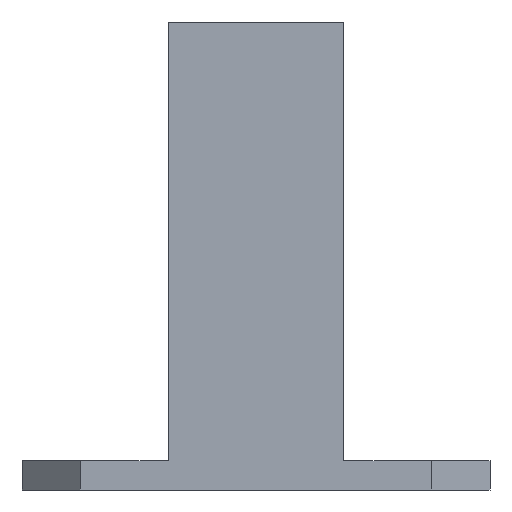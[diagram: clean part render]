
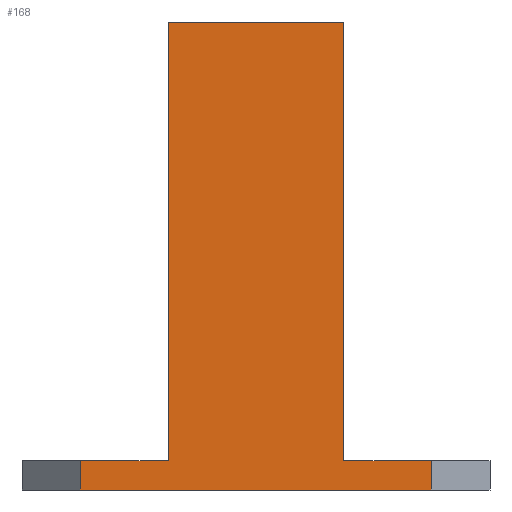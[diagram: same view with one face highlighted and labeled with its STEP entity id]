
A CAD part, left-side view. The second image highlights one B-rep face of the part: STEP entity #168.
In plain terms, the highlighted planar face has unit normal (-1, 0, 0).
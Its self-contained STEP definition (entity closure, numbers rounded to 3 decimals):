
#168 = ADVANCED_FACE( '', ( #1425 ), #1426, .F. );
#1425 = FACE_OUTER_BOUND( '', #4196, .T. );
#1426 = PLANE( '', #4197 );
#4196 = EDGE_LOOP( '', ( #7654, #7655, #7656, #7657, #7658, #7659, #7660, #7661 ) );
#4197 = AXIS2_PLACEMENT_3D( '', #7662, #7663, #7664 );
#7654 = ORIENTED_EDGE( '', *, *, #12355, .F. );
#7655 = ORIENTED_EDGE( '', *, *, #11757, .T. );
#7656 = ORIENTED_EDGE( '', *, *, #12136, .T. );
#7657 = ORIENTED_EDGE( '', *, *, #11599, .T. );
#7658 = ORIENTED_EDGE( '', *, *, #12356, .F. );
#7659 = ORIENTED_EDGE( '', *, *, #12352, .F. );
#7660 = ORIENTED_EDGE( '', *, *, #12357, .F. );
#7661 = ORIENTED_EDGE( '', *, *, #12358, .T. );
#7662 = CARTESIAN_POINT( '', ( -400., 400., 50. ) );
#7663 = DIRECTION( '', ( 1., 0., 0. ) );
#7664 = DIRECTION( '', ( 0., 1., 0. ) );
#11599 = EDGE_CURVE( '', #13005, #13002, #13006, .T. );
#11757 = EDGE_CURVE( '', #13289, #13293, #13295, .T. );
#12136 = EDGE_CURVE( '', #13293, #13005, #13977, .T. );
#12352 = EDGE_CURVE( '', #14404, #14406, #14407, .T. );
#12355 = EDGE_CURVE( '', #13289, #14410, #14411, .T. );
#12356 = EDGE_CURVE( '', #14406, #13002, #14412, .T. );
#12357 = EDGE_CURVE( '', #14413, #14404, #14414, .T. );
#12358 = EDGE_CURVE( '', #14413, #14410, #14415, .T. );
#13002 = VERTEX_POINT( '', #15552 );
#13005 = VERTEX_POINT( '', #15556 );
#13006 = LINE( '', #15557, #15558 );
#13289 = VERTEX_POINT( '', #16538 );
#13293 = VERTEX_POINT( '', #16544 );
#13295 = LINE( '', #16547, #16548 );
#13977 = LINE( '', #17741, #17742 );
#14404 = VERTEX_POINT( '', #18173 );
#14406 = VERTEX_POINT( '', #18176 );
#14407 = LINE( '', #18177, #18178 );
#14410 = VERTEX_POINT( '', #18183 );
#14411 = LINE( '', #18184, #18185 );
#14412 = LINE( '', #18186, #18187 );
#14413 = VERTEX_POINT( '', #18188 );
#14414 = LINE( '', #18189, #18190 );
#14415 = LINE( '', #18191, #18192 );
#15552 = CARTESIAN_POINT( '', ( -400., -300., 50. ) );
#15556 = CARTESIAN_POINT( '', ( -400., -300., 0. ) );
#15557 = CARTESIAN_POINT( '', ( -400., -300., 50. ) );
#15558 = VECTOR( '', #19408, 1000. );
#16538 = CARTESIAN_POINT( '', ( -400., 300., 50. ) );
#16544 = CARTESIAN_POINT( '', ( -400., 300., 0. ) );
#16547 = CARTESIAN_POINT( '', ( -400., 300., 50. ) );
#16548 = VECTOR( '', #19689, 1000. );
#17741 = CARTESIAN_POINT( '', ( -400., 400., 0. ) );
#17742 = VECTOR( '', #20509, 1000. );
#18173 = CARTESIAN_POINT( '', ( -400., -150., 800. ) );
#18176 = CARTESIAN_POINT( '', ( -400., -150., 50. ) );
#18177 = CARTESIAN_POINT( '', ( -400., -150., 800. ) );
#18178 = VECTOR( '', #21145, 1000. );
#18183 = CARTESIAN_POINT( '', ( -400., 150., 50. ) );
#18184 = CARTESIAN_POINT( '', ( -400., 400., 50. ) );
#18185 = VECTOR( '', #21148, 1000. );
#18186 = CARTESIAN_POINT( '', ( -400., 400., 50. ) );
#18187 = VECTOR( '', #21149, 1000. );
#18188 = CARTESIAN_POINT( '', ( -400., 150., 800. ) );
#18189 = CARTESIAN_POINT( '', ( -400., 150., 800. ) );
#18190 = VECTOR( '', #21150, 1000. );
#18191 = CARTESIAN_POINT( '', ( -400., 150., 800. ) );
#18192 = VECTOR( '', #21151, 1000. );
#19408 = DIRECTION( '', ( 0., 0., 1. ) );
#19689 = DIRECTION( '', ( 0., 0., -1. ) );
#20509 = DIRECTION( '', ( 0., -1., 0. ) );
#21145 = DIRECTION( '', ( 0., 0., -1. ) );
#21148 = DIRECTION( '', ( 0., -1., 0. ) );
#21149 = DIRECTION( '', ( 0., -1., 0. ) );
#21150 = DIRECTION( '', ( 0., -1., 0. ) );
#21151 = DIRECTION( '', ( 0., 0., -1. ) );
